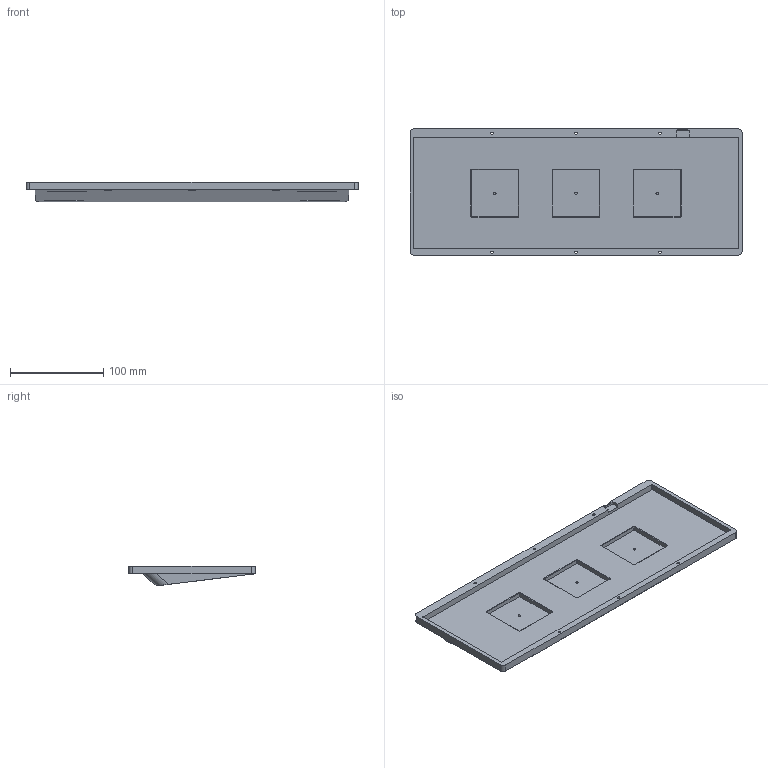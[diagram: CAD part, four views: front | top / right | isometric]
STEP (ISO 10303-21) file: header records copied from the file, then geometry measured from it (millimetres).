
FILE_DESCRIPTION(/* description */ (''),/* implementation_level */ '2;1');
FILE_NAME(/* name */ 'OpenTKL_Bottom.step',/* time_stamp */ '2021-07-17T16:25:48+03:00',/* author */ (''),/* organization */ (''),/* preprocessor_version */ 'ST-DEVELOPER v18.1',/* originating_system */ 'Autodesk Translation Framework v10.9.0.1377',/* authorisation */ '');
FILE_SCHEMA (('AUTOMOTIVE_DESIGN { 1 0 10303 214 3 1 1 }'));
Length unit declared in the file: millimetre
Products named in the file (1): FusionComponent
Bounding box: 355.66 x 135.38 x 21.18 mm (x, y, z)
Volume: 330350.9 mm3; surface area: 117421.8 mm2
Topology: 1 solids, 1 shells, 164 faces, 397 edges, 246 vertices
Faces by surface type: plane 88, cylinder 48, cone 28
Full cylindrical faces by diameter (mm): 2.529 x9
Entity records: 4801 total; most frequent: DIRECTION 851, CARTESIAN_POINT 808, ORIENTED_EDGE 794, EDGE_CURVE 397, AXIS2_PLACEMENT_3D 289, LINE 273, VECTOR 273, VERTEX_POINT 246
